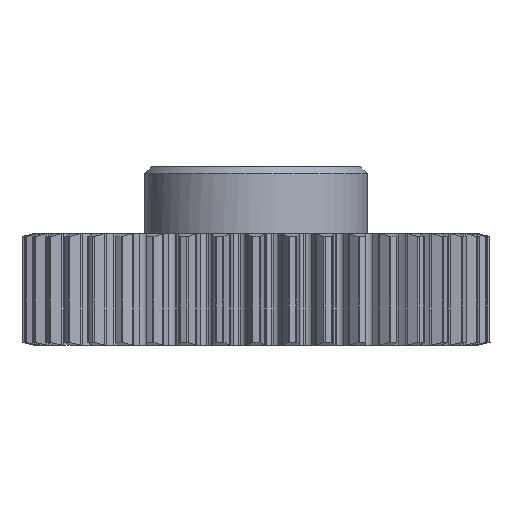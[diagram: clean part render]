
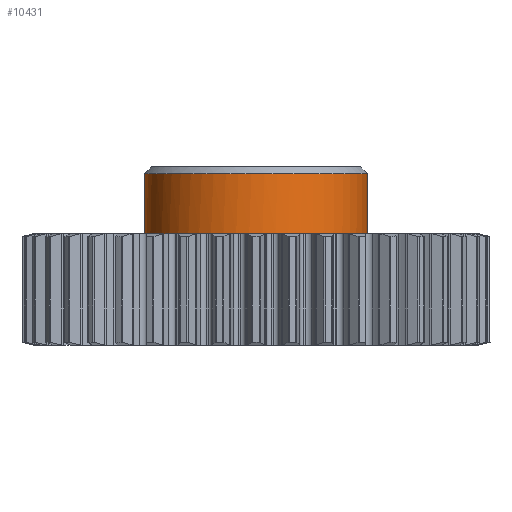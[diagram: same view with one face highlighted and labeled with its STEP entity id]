
A CAD part, front view. The second image highlights one B-rep face of the part: STEP entity #10431.
In plain terms, the highlighted cylindrical face has radius 5 mm (diameter 10 mm), a partial arc.
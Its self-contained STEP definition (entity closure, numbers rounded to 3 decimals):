
#514 = VECTOR ( 'NONE', #10031, 1000. ) ;
#823 = CARTESIAN_POINT ( 'NONE',  ( -5., 0., 5. ) ) ;
#977 = CARTESIAN_POINT ( 'NONE',  ( -5., -0.654, 7.7 ) ) ;
#1031 = CARTESIAN_POINT ( 'NONE',  ( 4.366, -2.526, 5. ) ) ;
#1137 = CARTESIAN_POINT ( 'NONE',  ( 1.301, -4.873, 5. ) ) ;
#2270 = LINE ( 'NONE', #15341, #514 ) ;
#2499 = B_SPLINE_CURVE_WITH_KNOTS ( 'NONE', 3,
 ( #13973, #5823, #4128, #1031, #7309, #2519, #17176, #1137, #7519, #2620, #8908, #15483, #4229, #10597, #14074, #9106, #15592, #823 ),
 .UNSPECIFIED., .F., .F.,
 ( 4, 2, 2, 2, 2, 2, 2, 2, 4 ),
 ( 3.142, 3.534, 3.927, 4.32, 4.712, 5.105, 5.498, 5.89, 6.283 ),
 .UNSPECIFIED. ) ;
#2519 = CARTESIAN_POINT ( 'NONE',  ( 3.067, -4.004, 5. ) ) ;
#2549 = EDGE_CURVE ( 'NONE', #17747, #5129, #10685, .T. ) ;
#2620 = CARTESIAN_POINT ( 'NONE',  ( -0.663, -5., 5. ) ) ;
#3713 = EDGE_CURVE ( 'NONE', #12497, #19256, #2270, .T. ) ;
#4128 = CARTESIAN_POINT ( 'NONE',  ( 4.873, -1.301, 5. ) ) ;
#4229 = CARTESIAN_POINT ( 'NONE',  ( -3.067, -4.004, 5. ) ) ;
#4283 = CARTESIAN_POINT ( 'NONE',  ( 5., 0., 7.7 ) ) ;
#4774 = CARTESIAN_POINT ( 'NONE',  ( 0., 0., -500. ) ) ;
#4951 = CARTESIAN_POINT ( 'NONE',  ( -5., 0., 5. ) ) ;
#5129 = VERTEX_POINT ( 'NONE', #19261 ) ;
#5374 = AXIS2_PLACEMENT_3D ( 'NONE', #4774, #9552, #16030 ) ;
#5823 = CARTESIAN_POINT ( 'NONE',  ( 5., -0.663, 5. ) ) ;
#6981 = CARTESIAN_POINT ( 'NONE',  ( 5., 0., 7.7 ) ) ;
#7309 = CARTESIAN_POINT ( 'NONE',  ( 4.004, -3.067, 5. ) ) ;
#7519 = CARTESIAN_POINT ( 'NONE',  ( 0.663, -5., 5. ) ) ;
#7570 = CARTESIAN_POINT ( 'NONE',  ( -3.073, -3.998, 7.7 ) ) ;
#8534 = CARTESIAN_POINT ( 'NONE',  ( -5., 0., 7.7 ) ) ;
#8908 = CARTESIAN_POINT ( 'NONE',  ( -1.301, -4.873, 5. ) ) ;
#8955 = CARTESIAN_POINT ( 'NONE',  ( 0.654, -5., 7.7 ) ) ;
#9057 = CARTESIAN_POINT ( 'NONE',  ( 3.073, -3.998, 7.7 ) ) ;
#9106 = CARTESIAN_POINT ( 'NONE',  ( -4.873, -1.301, 5. ) ) ;
#9552 = DIRECTION ( 'NONE',  ( 0., 0., -1. ) ) ;
#9619 = ORIENTED_EDGE ( 'NONE', *, *, #3713, .T. ) ;
#9758 = ORIENTED_EDGE ( 'NONE', *, *, #2549, .F. ) ;
#10031 = DIRECTION ( 'NONE',  ( 0., 0., -1. ) ) ;
#10070 = VECTOR ( 'NONE', #17168, 1000. ) ;
#10431 = ADVANCED_FACE ( 'NONE', ( #20817 ), #11028, .T. ) ;
#10548 = CARTESIAN_POINT ( 'NONE',  ( 2.518, -4.369, 7.7 ) ) ;
#10597 = CARTESIAN_POINT ( 'NONE',  ( -4.004, -3.067, 5. ) ) ;
#10645 = CARTESIAN_POINT ( 'NONE',  ( 4.369, -2.518, 7.7 ) ) ;
#10685 = LINE ( 'NONE', #18874, #10070 ) ;
#10749 = CARTESIAN_POINT ( 'NONE',  ( 1.309, -4.87, 7.7 ) ) ;
#10813 = B_SPLINE_CURVE_WITH_KNOTS ( 'NONE', 3,
 ( #4283, #15436, #18943, #10645, #13806, #9057, #10548, #10749, #8955, #17237, #12134, #17035, #7570, #20327, #15541, #17345, #977, #13918 ),
 .UNSPECIFIED., .F., .F.,
 ( 4, 2, 2, 2, 2, 2, 2, 2, 4 ),
 ( 3.142, 3.534, 3.927, 4.32, 4.712, 5.105, 5.498, 5.89, 6.283 ),
 .UNSPECIFIED. ) ;
#11028 = CYLINDRICAL_SURFACE ( 'NONE', #5374, 5. ) ;
#11105 = ORIENTED_EDGE ( 'NONE', *, *, #13418, .F. ) ;
#12134 = CARTESIAN_POINT ( 'NONE',  ( -1.309, -4.87, 7.7 ) ) ;
#12171 = ORIENTED_EDGE ( 'NONE', *, *, #14480, .T. ) ;
#12497 = VERTEX_POINT ( 'NONE', #8534 ) ;
#13031 = EDGE_LOOP ( 'NONE', ( #9758, #12171, #9619, #11105 ) ) ;
#13418 = EDGE_CURVE ( 'NONE', #5129, #19256, #2499, .T. ) ;
#13806 = CARTESIAN_POINT ( 'NONE',  ( 3.998, -3.073, 7.7 ) ) ;
#13918 = CARTESIAN_POINT ( 'NONE',  ( -5., 0., 7.7 ) ) ;
#13973 = CARTESIAN_POINT ( 'NONE',  ( 5., 0., 5. ) ) ;
#14074 = CARTESIAN_POINT ( 'NONE',  ( -4.366, -2.526, 5. ) ) ;
#14480 = EDGE_CURVE ( 'NONE', #17747, #12497, #10813, .T. ) ;
#15341 = CARTESIAN_POINT ( 'NONE',  ( -5., 0., -500. ) ) ;
#15436 = CARTESIAN_POINT ( 'NONE',  ( 5., -0.654, 7.7 ) ) ;
#15483 = CARTESIAN_POINT ( 'NONE',  ( -2.526, -4.366, 5. ) ) ;
#15541 = CARTESIAN_POINT ( 'NONE',  ( -4.369, -2.518, 7.7 ) ) ;
#15592 = CARTESIAN_POINT ( 'NONE',  ( -5., -0.663, 5. ) ) ;
#16030 = DIRECTION ( 'NONE',  ( -1., 0., 0. ) ) ;
#17035 = CARTESIAN_POINT ( 'NONE',  ( -2.518, -4.369, 7.7 ) ) ;
#17168 = DIRECTION ( 'NONE',  ( 0., 0., -1. ) ) ;
#17176 = CARTESIAN_POINT ( 'NONE',  ( 2.526, -4.366, 5. ) ) ;
#17237 = CARTESIAN_POINT ( 'NONE',  ( -0.654, -5., 7.7 ) ) ;
#17345 = CARTESIAN_POINT ( 'NONE',  ( -4.87, -1.309, 7.7 ) ) ;
#17747 = VERTEX_POINT ( 'NONE', #6981 ) ;
#18874 = CARTESIAN_POINT ( 'NONE',  ( 5., 0., -500. ) ) ;
#18943 = CARTESIAN_POINT ( 'NONE',  ( 4.87, -1.309, 7.7 ) ) ;
#19256 = VERTEX_POINT ( 'NONE', #4951 ) ;
#19261 = CARTESIAN_POINT ( 'NONE',  ( 5., 0., 5. ) ) ;
#20327 = CARTESIAN_POINT ( 'NONE',  ( -3.998, -3.073, 7.7 ) ) ;
#20817 = FACE_OUTER_BOUND ( 'NONE', #13031, .T. ) ;
